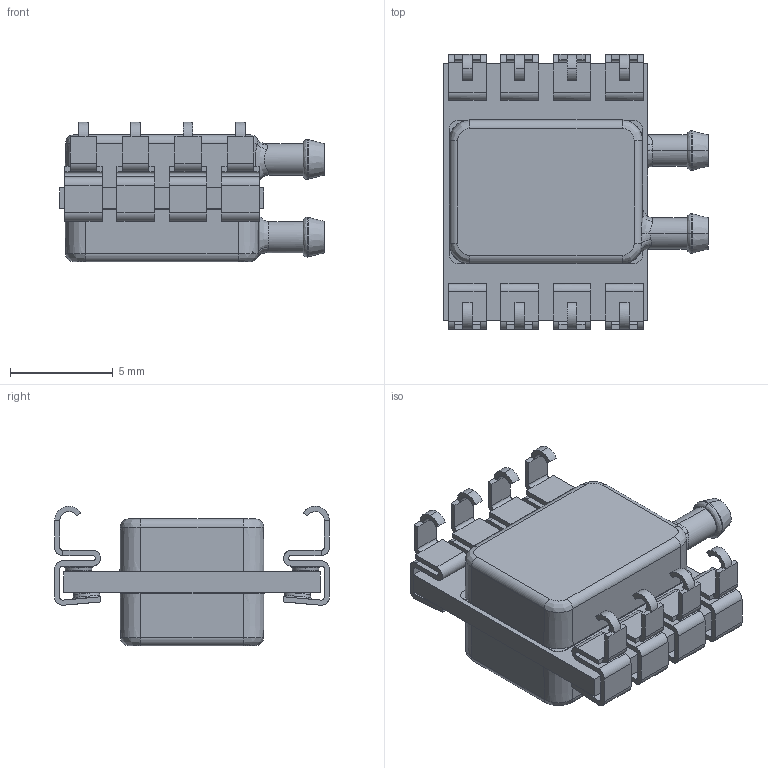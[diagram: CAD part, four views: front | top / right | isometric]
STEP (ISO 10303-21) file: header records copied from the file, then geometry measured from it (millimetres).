
FILE_DESCRIPTION (( 'STEP AP214' ), '1' );
FILE_NAME ('HSCMRRD100PDSA3.STEP', '2024-06-04T00:58:45', ( '' ), ( '' ), 'SwSTEP 2.0', 'SolidWorks 2022', '' );
FILE_SCHEMA (( 'AUTOMOTIVE_DESIGN' ));
Length unit declared in the file: millimetre
Products named in the file (1): HSCMRRD100PDSA3
Bounding box: 12.83 x 13.35 x 6.77 mm (x, y, z)
Surface area: 796.6 mm2 (no closed solid volume)
Topology: 0 solids, 1 shells, 604 faces, 1708 edges, 1120 vertices
Faces by surface type: plane 242, bspline 159, cylinder 123, cone 80
Entity records: 27424 total; most frequent: CARTESIAN_POINT 12762, ORIENTED_EDGE 3394, DIRECTION 2197, EDGE_CURVE 1698, VERTEX_POINT 1120, AXIS2_PLACEMENT_3D 757, VECTOR 683, LINE 683
